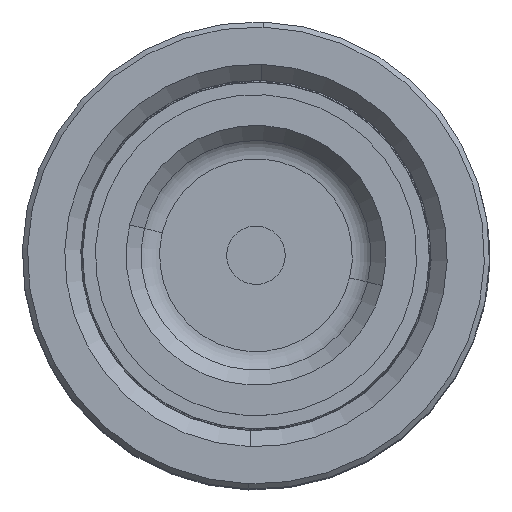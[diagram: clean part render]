
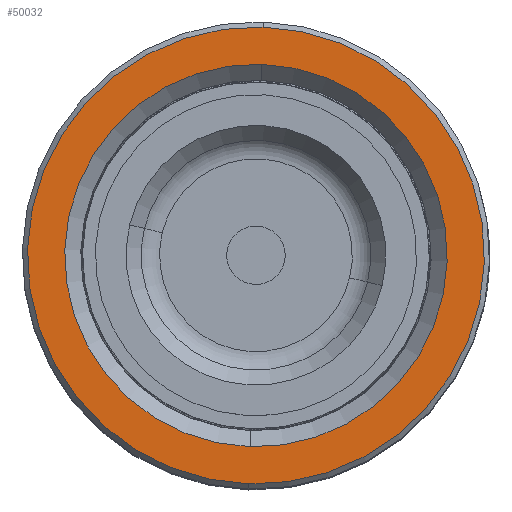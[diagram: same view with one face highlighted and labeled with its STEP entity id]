
A CAD part, top view. The second image highlights one B-rep face of the part: STEP entity #50032.
In plain terms, the highlighted planar face has unit normal (0, 0, 1).
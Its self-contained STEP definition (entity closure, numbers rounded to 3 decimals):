
#511 = DIRECTION ( 'NONE',  ( 1., 0., 0. ) ) ;
#1056 = EDGE_LOOP ( 'NONE', ( #6758, #7970 ) ) ;
#1430 = CARTESIAN_POINT ( 'NONE',  ( -26.2, 0., 80. ) ) ;
#1469 = EDGE_CURVE ( 'NONE', #9470, #49103, #6431, .T. ) ;
#3281 = CARTESIAN_POINT ( 'NONE',  ( 0., 0., 80. ) ) ;
#4966 = CARTESIAN_POINT ( 'NONE',  ( 26.2, 0., 80. ) ) ;
#6431 = CIRCLE ( 'NONE', #36725, 31.3 ) ;
#6491 = DIRECTION ( 'NONE',  ( 0., 0., -1. ) ) ;
#6758 = ORIENTED_EDGE ( 'NONE', *, *, #1469, .T. ) ;
#7970 = ORIENTED_EDGE ( 'NONE', *, *, #45954, .T. ) ;
#9470 = VERTEX_POINT ( 'NONE', #48966 ) ;
#9649 = DIRECTION ( 'NONE',  ( 0., 0., 1. ) ) ;
#10593 = VERTEX_POINT ( 'NONE', #4966 ) ;
#13812 = DIRECTION ( 'NONE',  ( 1., 0., 0. ) ) ;
#13869 = VERTEX_POINT ( 'NONE', #1430 ) ;
#16105 = CIRCLE ( 'NONE', #35893, 26.2 ) ;
#22274 = CIRCLE ( 'NONE', #48342, 31.3 ) ;
#22689 = EDGE_CURVE ( 'NONE', #13869, #10593, #16105, .T. ) ;
#22741 = FACE_BOUND ( 'NONE', #48256, .T. ) ;
#24064 = DIRECTION ( 'NONE',  ( 1., 0., 0. ) ) ;
#24343 = CIRCLE ( 'NONE', #48660, 26.2 ) ;
#25395 = ORIENTED_EDGE ( 'NONE', *, *, #22689, .T. ) ;
#25802 = DIRECTION ( 'NONE',  ( 0., 0., -1. ) ) ;
#26359 = CARTESIAN_POINT ( 'NONE',  ( 0., 0., 80. ) ) ;
#26978 = PLANE ( 'NONE',  #49338 ) ;
#28027 = DIRECTION ( 'NONE',  ( 0., 0., 1. ) ) ;
#33531 = CARTESIAN_POINT ( 'NONE',  ( 0., 0., 80. ) ) ;
#34336 = CARTESIAN_POINT ( 'NONE',  ( 0., 0., 80. ) ) ;
#34970 = DIRECTION ( 'NONE',  ( 1., 0., 0. ) ) ;
#35893 = AXIS2_PLACEMENT_3D ( 'NONE', #33531, #25802, #511 ) ;
#36725 = AXIS2_PLACEMENT_3D ( 'NONE', #34336, #9649, #13812 ) ;
#39186 = DIRECTION ( 'NONE',  ( 0., 0., 1. ) ) ;
#41794 = EDGE_CURVE ( 'NONE', #10593, #13869, #24343, .T. ) ;
#44652 = FACE_OUTER_BOUND ( 'NONE', #1056, .T. ) ;
#45954 = EDGE_CURVE ( 'NONE', #49103, #9470, #22274, .T. ) ;
#46743 = ORIENTED_EDGE ( 'NONE', *, *, #41794, .T. ) ;
#47706 = CARTESIAN_POINT ( 'NONE',  ( 0., 0., 80. ) ) ;
#48256 = EDGE_LOOP ( 'NONE', ( #46743, #25395 ) ) ;
#48342 = AXIS2_PLACEMENT_3D ( 'NONE', #47706, #39186, #24064 ) ;
#48660 = AXIS2_PLACEMENT_3D ( 'NONE', #26359, #6491, #34970 ) ;
#48788 = CARTESIAN_POINT ( 'NONE',  ( 31.3, 0., 80. ) ) ;
#48966 = CARTESIAN_POINT ( 'NONE',  ( -31.3, 0., 80. ) ) ;
#49103 = VERTEX_POINT ( 'NONE', #48788 ) ;
#49338 = AXIS2_PLACEMENT_3D ( 'NONE', #3281, #28027, #52600 ) ;
#50032 = ADVANCED_FACE ( 'NONE', ( #44652, #22741 ), #26978, .T. ) ;
#52600 = DIRECTION ( 'NONE',  ( 1., 0., 0. ) ) ;
